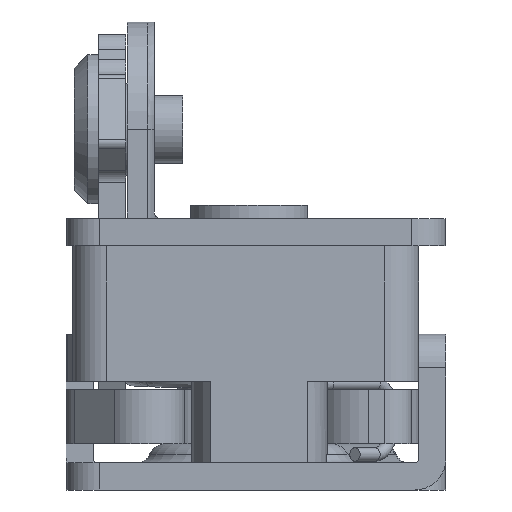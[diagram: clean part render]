
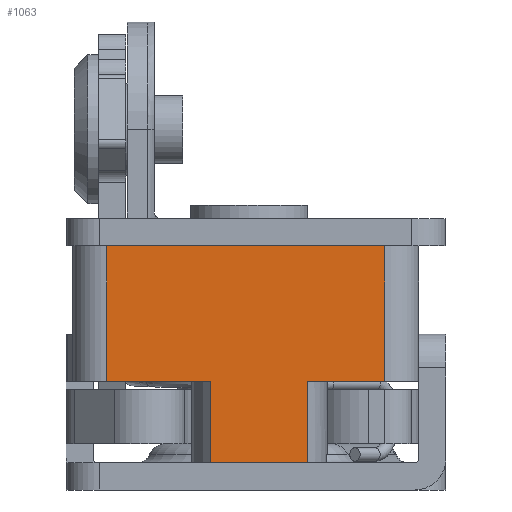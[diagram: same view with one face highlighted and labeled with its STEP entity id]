
A CAD part, left-side view. The second image highlights one B-rep face of the part: STEP entity #1063.
In plain terms, the highlighted planar face has unit normal (-1, 0, 0).
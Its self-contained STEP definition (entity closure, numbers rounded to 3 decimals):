
#1063=ADVANCED_FACE('',(#1885),#1886,.F.);
#1885=FACE_OUTER_BOUND('',#3957,.T.);
#1886=PLANE('',#3958);
#3957=EDGE_LOOP('',(#6728,#6729,#6730,#6731,#6732,#6733,#6734,#6735));
#3958=AXIS2_PLACEMENT_3D('',#6736,#6737,#6738);
#6728=ORIENTED_EDGE('',*,*,#8547,.F.);
#6729=ORIENTED_EDGE('',*,*,#8427,.T.);
#6730=ORIENTED_EDGE('',*,*,#8456,.F.);
#6731=ORIENTED_EDGE('',*,*,#8432,.F.);
#6732=ORIENTED_EDGE('',*,*,#8538,.F.);
#6733=ORIENTED_EDGE('',*,*,#8308,.T.);
#6734=ORIENTED_EDGE('',*,*,#8604,.T.);
#6735=ORIENTED_EDGE('',*,*,#8445,.F.);
#6736=CARTESIAN_POINT('',(-41.689,67.527,2.25));
#6737=DIRECTION('',(1.,0.,0.));
#6738=DIRECTION('',(0.,0.,-1.));
#8308=EDGE_CURVE('',#9823,#9821,#9824,.T.);
#8427=EDGE_CURVE('',#10042,#10043,#10044,.T.);
#8432=EDGE_CURVE('',#10050,#10052,#10053,.T.);
#8445=EDGE_CURVE('',#10074,#10069,#10076,.T.);
#8456=EDGE_CURVE('',#10052,#10043,#10095,.T.);
#8538=EDGE_CURVE('',#9823,#10050,#10231,.T.);
#8547=EDGE_CURVE('',#10042,#10074,#10241,.T.);
#8604=EDGE_CURVE('',#9821,#10069,#10322,.T.);
#9821=VERTEX_POINT('',#12224);
#9823=VERTEX_POINT('',#12226);
#9824=LINE('',#12227,#12228);
#10042=VERTEX_POINT('',#12537);
#10043=VERTEX_POINT('',#12538);
#10044=LINE('',#12539,#12540);
#10050=VERTEX_POINT('',#12546);
#10052=VERTEX_POINT('',#12548);
#10053=LINE('',#12549,#12550);
#10069=VERTEX_POINT('',#12573);
#10074=VERTEX_POINT('',#12579);
#10076=LINE('',#12581,#12582);
#10095=LINE('',#12611,#12612);
#10231=LINE('',#12811,#12812);
#10241=LINE('',#12826,#12827);
#10322=LINE('',#12945,#12946);
#12224=CARTESIAN_POINT('',(-41.689,67.527,12.25));
#12226=CARTESIAN_POINT('',(-41.689,67.527,2.25));
#12227=CARTESIAN_POINT('',(-41.689,67.527,2.25));
#12228=VECTOR('',#14526,1.0);
#12537=CARTESIAN_POINT('',(-41.689,80.348,2.25));
#12538=CARTESIAN_POINT('',(-41.689,80.348,-3.75));
#12539=CARTESIAN_POINT('',(-41.689,80.348,71.073));
#12540=VECTOR('',#14702,1.0);
#12546=CARTESIAN_POINT('',(-41.689,73.206,2.25));
#12548=CARTESIAN_POINT('',(-41.689,73.206,-3.75));
#12549=CARTESIAN_POINT('',(-41.689,73.206,71.073));
#12550=VECTOR('',#14715,1.0);
#12573=CARTESIAN_POINT('',(-41.689,88.027,12.25));
#12579=CARTESIAN_POINT('',(-41.689,88.027,2.25));
#12581=CARTESIAN_POINT('',(-41.689,88.027,2.25));
#12582=VECTOR('',#14736,1.0);
#12611=CARTESIAN_POINT('',(-41.689,73.206,-3.75));
#12612=VECTOR('',#14747,1.0);
#12811=CARTESIAN_POINT('',(-41.689,67.527,2.25));
#12812=VECTOR('',#14865,1.0);
#12826=CARTESIAN_POINT('',(-41.689,67.527,2.25));
#12827=VECTOR('',#14882,1.0);
#12945=CARTESIAN_POINT('',(-41.689,67.527,12.25));
#12946=VECTOR('',#14977,1.0);
#14526=DIRECTION('',(0.,0.,1.0));
#14702=DIRECTION('',(0.,0.,-1.0));
#14715=DIRECTION('',(0.,0.,-1.0));
#14736=DIRECTION('',(0.,0.,1.0));
#14747=DIRECTION('',(0.,1.,0.));
#14865=DIRECTION('',(0.,1.,0.));
#14882=DIRECTION('',(0.,1.,0.));
#14977=DIRECTION('',(0.,1.,0.));
